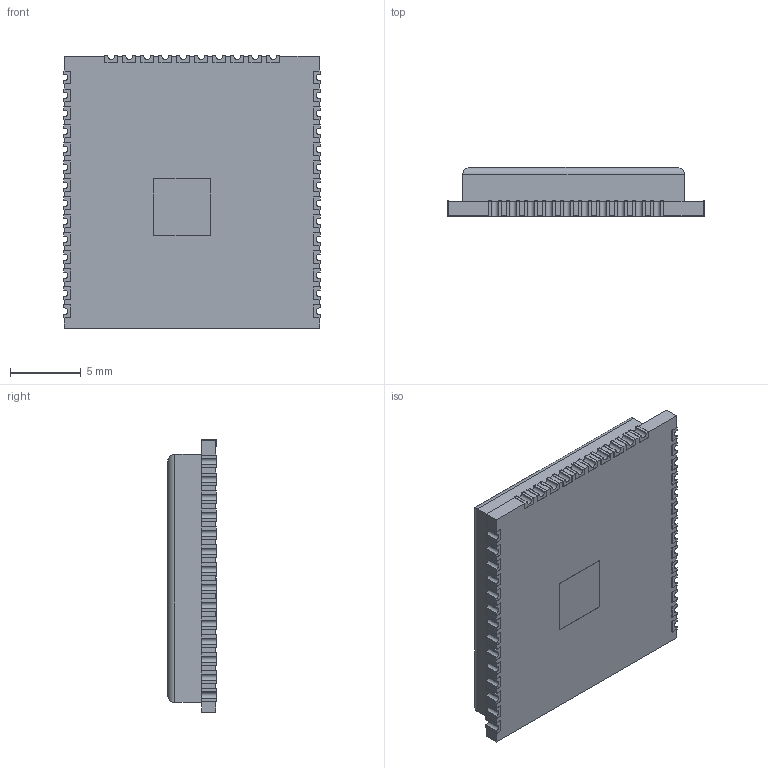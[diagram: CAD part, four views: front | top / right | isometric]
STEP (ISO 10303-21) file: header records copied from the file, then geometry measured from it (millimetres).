
FILE_DESCRIPTION(/* description */ (''),/* implementation_level */ '2;1');
FILE_NAME(/* name */ 'ESp32-WROOM-32U v3.step',/* time_stamp */ '2018-11-14T11:29:11-06:00',/* author */ ('javiher9310'),/* organization */ (''),/* preprocessor_version */ 'ST-DEVELOPER v17.2',/* originating_system */ 'Autodesk Translation Framework v7.6.0.251',/* authorisation */ '');
FILE_SCHEMA (('AUTOMOTIVE_DESIGN { 1 0 10303 214 3 1 1 }'));
Length unit declared in the file: millimetre
Products named in the file (2): ESp32-WROOM-32U; u.Fl Antenna Connector - 523-A-1JB
Assembly tree (1 placements, depth 2):
  ESp32-WROOM-32U
    u.Fl Antenna Connector - 523-A-1JB
Bounding box: 18.07 x 3.44 x 19.24 mm (x, y, z)
Volume: 948 mm3; surface area: 978.2 mm2
Topology: 6 solids, 6 shells, 916 faces, 2454 edges, 1574 vertices
Faces by surface type: plane 707, bspline 135, cylinder 67, torus 4, cone 3
Full cylindrical faces by diameter (mm): 0.45 x1, 1.8 x1, 1.95 x1, 2 x2
Entity records: 29699 total; most frequent: CARTESIAN_POINT 7242, ORIENTED_EDGE 4908, DIRECTION 3894, EDGE_CURVE 2454, LINE 2042, VECTOR 2042, VERTEX_POINT 1574, EDGE_LOOP 940
